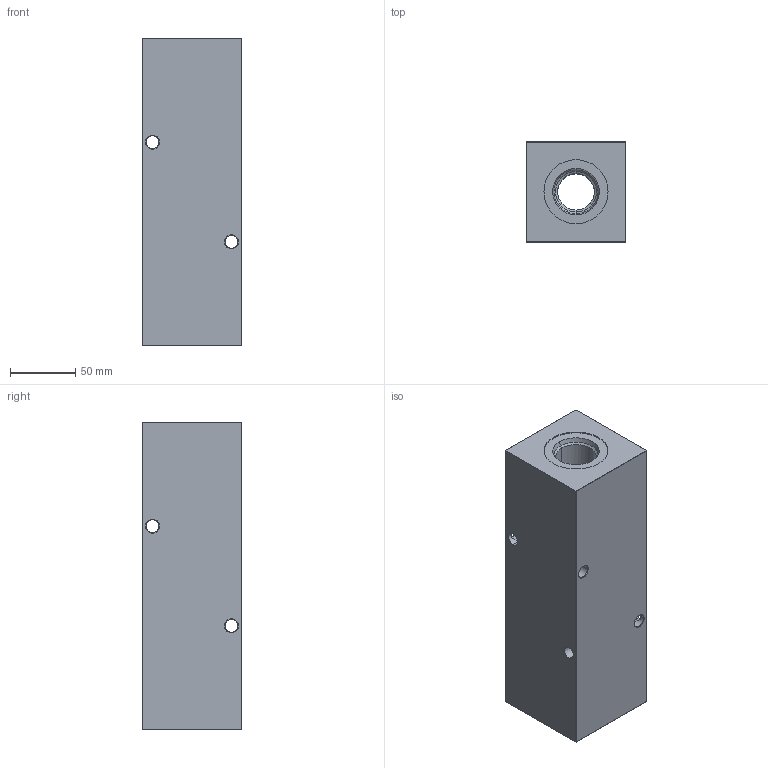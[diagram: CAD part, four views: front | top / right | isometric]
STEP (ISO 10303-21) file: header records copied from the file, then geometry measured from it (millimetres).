
FILE_DESCRIPTION (( 'STEP AP203' ), '1' );
FILE_NAME ('HM-3-0-S-16-12.STEP', '2020-10-27T20:48:23', ( '' ), ( '' ), 'SwSTEP 2.0', 'SolidWorks 2019', '' );
FILE_SCHEMA (( 'CONFIG_CONTROL_DESIGN' ));
Length unit declared in the file: inch
Products named in the file (1): HM-3-0-S-16-12
Bounding box: 76.2 x 76.2 x 234.95 mm (x, y, z)
Volume: 1147861.1 mm3; surface area: 114158.6 mm2
Topology: 1 solids, 1 shells, 527 faces, 1363 edges, 880 vertices
Faces by surface type: plane 240, bspline 197, cone 46, cylinder 44
Entity records: 25620 total; most frequent: CARTESIAN_POINT 14018, ORIENTED_EDGE 2726, DIRECTION 1705, EDGE_CURVE 1363, VERTEX_POINT 880, VECTOR 827, LINE 827, EDGE_LOOP 589
